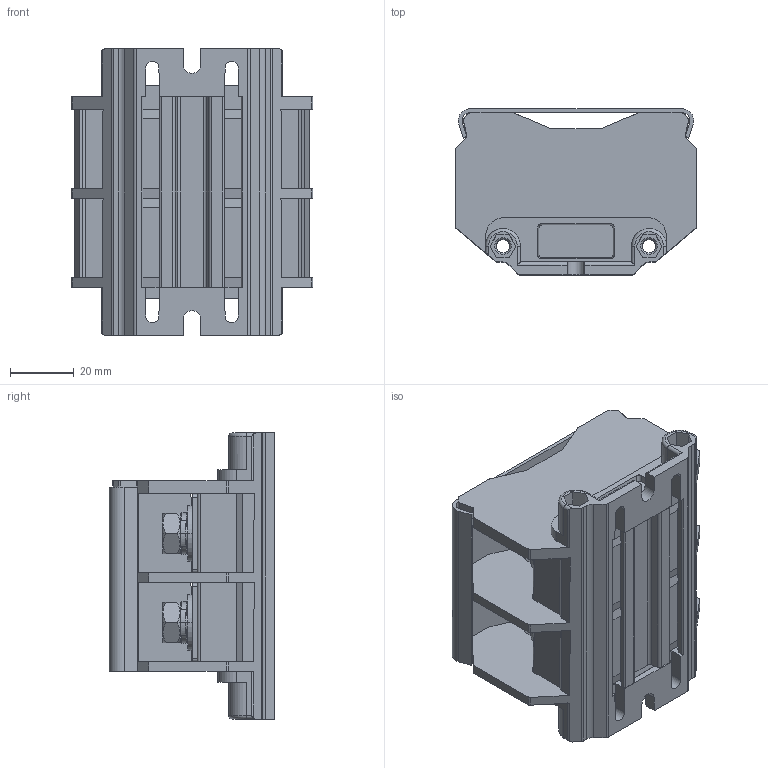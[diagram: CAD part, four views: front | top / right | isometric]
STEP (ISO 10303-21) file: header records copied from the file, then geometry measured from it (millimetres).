
FILE_DESCRIPTION((''),'2;1');
FILE_NAME('1234','2023-05-13T13:57:15',('Administrator'),(''),'CREO PARAMETRIC BY PTC INC, 2016510','CREO PARAMETRIC BY PTC INC, 2016510','');
FILE_SCHEMA(('CONFIG_CONTROL_DESIGN','SHAPE_APPEARANCE_LAYERS_GROUPS'));
Length unit declared in the file: millimetre
Products named in the file (1): 1234
Bounding box: 76 x 52.2 x 90 mm (x, y, z)
Volume: 119629.5 mm3; surface area: 53574.4 mm2
Topology: 1 solids, 1 shells, 867 faces, 2336 edges, 1466 vertices
Faces by surface type: plane 409, cylinder 230, bspline 128, cone 56, torus 40, extrusion 4
Entity records: 37133 total; most frequent: CARTESIAN_POINT 14217, ORIENTED_EDGE 4648, DIRECTION 3798, EDGE_CURVE 2324, VERTEX_POINT 1466, VECTOR 1408, LINE 1404, AXIS2_PLACEMENT_3D 1195
